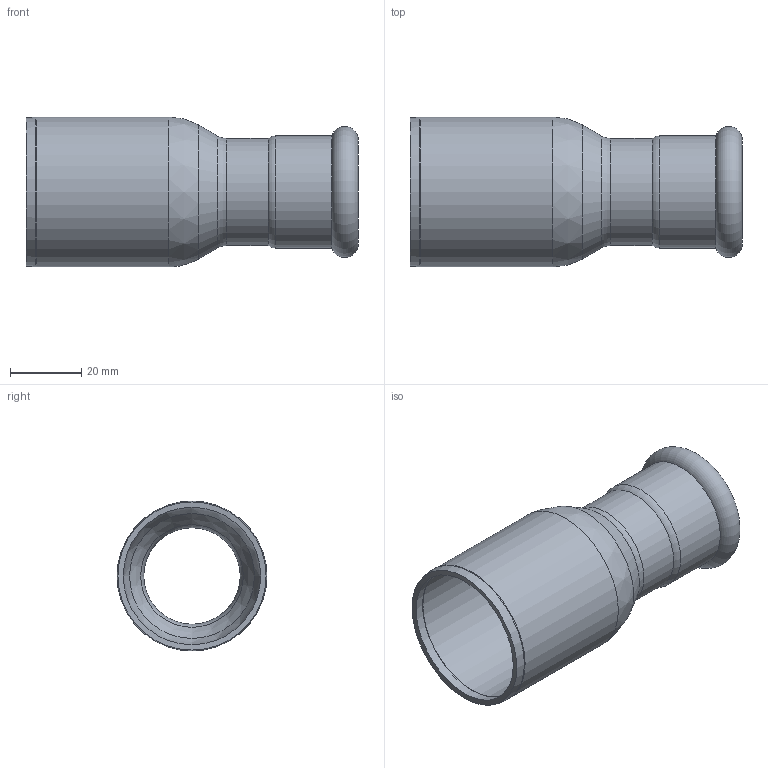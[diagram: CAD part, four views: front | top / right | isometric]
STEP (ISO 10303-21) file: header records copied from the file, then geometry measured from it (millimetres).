
FILE_DESCRIPTION(/* description */ ('Riduzione MF 42x28 Inoxpres'),/* implementation_level */ '2;1');
FILE_NAME(/* name */ '191042028_Inoxpres.stp',/* time_stamp */ '2022-10-12T10:41:01+02:00',/* author */ ('Vault'),/* organization */ ('Raccorderie metalliche s.p.a. '),/* preprocessor_version */ 'ST-DEVELOPER v18.1',/* originating_system */ 'Autodesk Inventor 2020',/* authorisation */ 'Raccorderie metalliche s.p.a. ');
FILE_SCHEMA (('AUTOMOTIVE_DESIGN { 1 0 10303 214 3 1 1 }'));
Length unit declared in the file: millimetre
Products named in the file (1): 191042028_Inoxpres
Bounding box: 93 x 42 x 42 mm (x, y, z)
Volume: 17038.4 mm3; surface area: 21487.4 mm2
Topology: 1 solids, 1 shells, 25 faces, 85 edges, 60 vertices
Faces by surface type: torus 9, cylinder 8, cone 6, bspline 2
Full cylindrical faces by diameter (mm): 27 x1, 28.4 x1, 28.8 x2, 30 x1, 31.4 x1, 39 x1, 42 x1
Entity records: 1079 total; most frequent: CARTESIAN_POINT 223, DIRECTION 204, ORIENTED_EDGE 170, AXIS2_PLACEMENT_3D 95, EDGE_CURVE 85, CIRCLE 71, VERTEX_POINT 60, FACE_OUTER_BOUND 25
